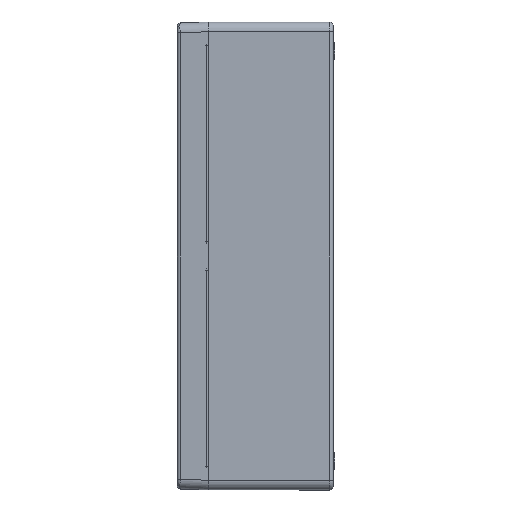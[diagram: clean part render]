
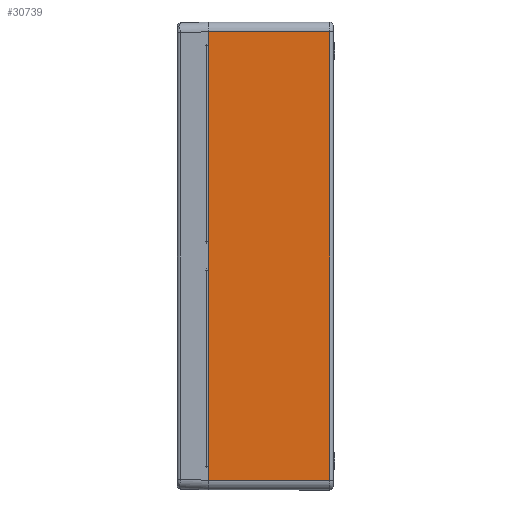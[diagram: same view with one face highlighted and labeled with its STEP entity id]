
A CAD part, left-side view. The second image highlights one B-rep face of the part: STEP entity #30739.
In plain terms, the highlighted planar face has unit normal (-1, 0, 0).
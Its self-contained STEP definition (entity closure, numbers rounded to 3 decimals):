
#4476=FACE_OUTER_BOUND('',#6703,.T.);
#6703=EDGE_LOOP('',(#25140,#25141,#25142,#25143));
#9549=LINE('',#78107,#11525);
#9844=LINE('',#83599,#11820);
#9845=LINE('',#83601,#11821);
#9846=LINE('',#83602,#11822);
#11525=VECTOR('',#37552,10.);
#11820=VECTOR('',#38489,1000.);
#11821=VECTOR('',#38490,1000.);
#11822=VECTOR('',#38491,1000.);
#13924=VERTEX_POINT('',#78104);
#13925=VERTEX_POINT('',#78106);
#14636=VERTEX_POINT('',#83598);
#14637=VERTEX_POINT('',#83600);
#17645=EDGE_CURVE('',#13924,#13925,#9549,.T.);
#18361=EDGE_CURVE('',#13924,#14636,#9844,.T.);
#18362=EDGE_CURVE('',#14636,#14637,#9845,.T.);
#18363=EDGE_CURVE('',#14637,#13925,#9846,.T.);
#25140=ORIENTED_EDGE('',*,*,#18361,.T.);
#25141=ORIENTED_EDGE('',*,*,#18362,.T.);
#25142=ORIENTED_EDGE('',*,*,#18363,.T.);
#25143=ORIENTED_EDGE('',*,*,#17645,.F.);
#29354=PLANE('',#33256);
#30739=ADVANCED_FACE('',(#4476),#29354,.T.);
#33256=AXIS2_PLACEMENT_3D('',#83597,#38487,#38488);
#37552=DIRECTION('',(0.,0.,1.));
#38487=DIRECTION('center_axis',(-1.,0.,0.));
#38488=DIRECTION('ref_axis',(0.,0.,1.));
#38489=DIRECTION('',(0.,-1.,0.));
#38490=DIRECTION('',(0.,0.,1.));
#38491=DIRECTION('',(0.,1.,0.));
#78104=CARTESIAN_POINT('',(-300.,0.,-287.5));
#78106=CARTESIAN_POINT('',(-300.,0.,287.5));
#78107=CARTESIAN_POINT('',(-300.,0.,287.5));
#83597=CARTESIAN_POINT('Origin',(-300.,-160.,-300.));
#83598=CARTESIAN_POINT('',(-300.,-156.,-287.5));
#83599=CARTESIAN_POINT('',(-300.,-160.,-287.5));
#83600=CARTESIAN_POINT('',(-300.,-156.,287.5));
#83601=CARTESIAN_POINT('',(-300.,-156.,287.5));
#83602=CARTESIAN_POINT('',(-300.,-160.,287.5));
